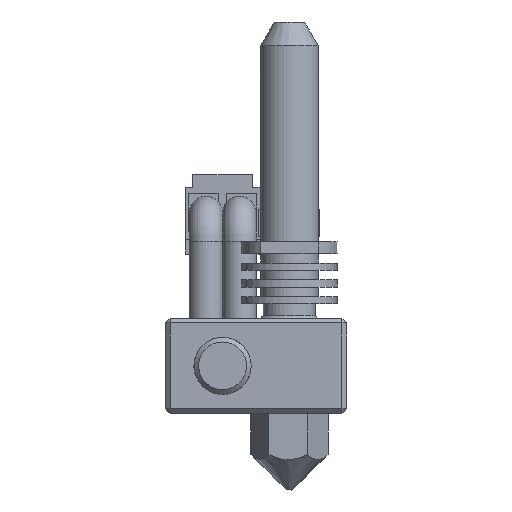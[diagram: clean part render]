
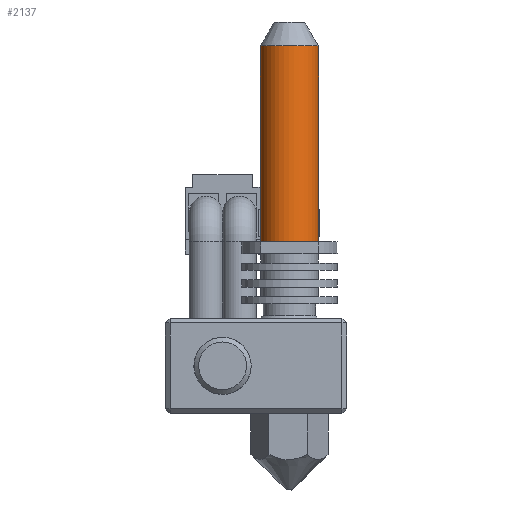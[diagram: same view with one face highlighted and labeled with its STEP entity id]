
A CAD part, front view. The second image highlights one B-rep face of the part: STEP entity #2137.
In plain terms, the highlighted cylindrical face has radius 3.05 mm (diameter 6.1 mm), a full revolution.
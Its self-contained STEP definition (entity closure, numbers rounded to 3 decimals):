
#1656 = PLANE('',#1657);
#1657 = AXIS2_PLACEMENT_3D('',#1658,#1659,#1660);
#1658 = CARTESIAN_POINT('',(0.047,-4.039,26.001));
#1659 = DIRECTION('',(0.,0.,1.));
#1660 = DIRECTION('',(1.,0.,0.));
#1840 = EDGE_CURVE('',#1841,#1841,#1843,.T.);
#1841 = VERTEX_POINT('',#1842);
#1842 = CARTESIAN_POINT('',(0.047,-3.064,26.001));
#1843 = SURFACE_CURVE('',#1844,(#1849,#1856),.PCURVE_S1.);
#1844 = CIRCLE('',#1845,3.05);
#1845 = AXIS2_PLACEMENT_3D('',#1846,#1847,#1848);
#1846 = CARTESIAN_POINT('',(0.047,-0.014,26.001));
#1847 = DIRECTION('',(-0.,0.,1.));
#1848 = DIRECTION('',(0.,-1.,0.));
#1849 = PCURVE('',#1656,#1850);
#1850 = DEFINITIONAL_REPRESENTATION('',(#1851),#1855);
#1851 = CIRCLE('',#1852,3.05);
#1852 = AXIS2_PLACEMENT_2D('',#1853,#1854);
#1853 = CARTESIAN_POINT('',(0.,4.025));
#1854 = DIRECTION('',(0.,-1.));
#1855 = ( GEOMETRIC_REPRESENTATION_CONTEXT(2) 
PARAMETRIC_REPRESENTATION_CONTEXT() REPRESENTATION_CONTEXT('2D SPACE',''
  ) );
#1856 = PCURVE('',#1857,#1862);
#1857 = CYLINDRICAL_SURFACE('',#1858,3.05);
#1858 = AXIS2_PLACEMENT_3D('',#1859,#1860,#1861);
#1859 = CARTESIAN_POINT('',(0.047,-0.014,31.001));
#1860 = DIRECTION('',(0.,0.,1.));
#1861 = DIRECTION('',(0.,-1.,0.));
#1862 = DEFINITIONAL_REPRESENTATION('',(#1863),#1866);
#1863 = B_SPLINE_CURVE_WITH_KNOTS('',1,(#1864,#1865),.UNSPECIFIED.,.F.,
  .F.,(2,2),(0.,6.283),.PIECEWISE_BEZIER_KNOTS.);
#1864 = CARTESIAN_POINT('',(0.,-5.));
#1865 = CARTESIAN_POINT('',(6.283,-5.));
#1866 = ( GEOMETRIC_REPRESENTATION_CONTEXT(2) 
PARAMETRIC_REPRESENTATION_CONTEXT() REPRESENTATION_CONTEXT('2D SPACE',''
  ) );
#1955 = EDGE_CURVE('',#1956,#1956,#1958,.T.);
#1956 = VERTEX_POINT('',#1957);
#1957 = CARTESIAN_POINT('',(0.047,-3.064,46.501));
#1958 = SURFACE_CURVE('',#1959,(#1964,#1998),.PCURVE_S1.);
#1959 = CIRCLE('',#1960,3.05);
#1960 = AXIS2_PLACEMENT_3D('',#1961,#1962,#1963);
#1961 = CARTESIAN_POINT('',(0.047,-0.014,46.501));
#1962 = DIRECTION('',(0.,-0.,1.));
#1963 = DIRECTION('',(0.,1.,0.));
#1964 = PCURVE('',#1965,#1970);
#1965 = CONICAL_SURFACE('',#1966,2.328,0.524);
#1966 = AXIS2_PLACEMENT_3D('',#1967,#1968,#1969);
#1967 = CARTESIAN_POINT('',(0.047,-0.014,47.751));
#1968 = DIRECTION('',(0.,0.,-1.));
#1969 = DIRECTION('',(0.,1.,0.));
#1970 = DEFINITIONAL_REPRESENTATION('',(#1971),#1997);
#1971 = B_SPLINE_CURVE_WITH_KNOTS('',3,(#1972,#1973,#1974,#1975,#1976,
    #1977,#1978,#1979,#1980,#1981,#1982,#1983,#1984,#1985,#1986,#1987,
    #1988,#1989,#1990,#1991,#1992,#1993,#1994,#1995,#1996),
  .UNSPECIFIED.,.F.,.F.,(4,1,1,1,1,1,1,1,1,1,1,1,1,1,1,1,1,1,1,1,1,1,4),
  (3.142,3.427,3.713,3.998,
    4.284,4.57,4.855,5.141,
    5.426,5.712,5.998,6.283,
    6.569,6.854,7.14,7.426,
    7.711,7.997,8.282,8.568,
    8.854,9.139,9.425),.QUASI_UNIFORM_KNOTS.);
#1972 = CARTESIAN_POINT('',(9.425,1.25));
#1973 = CARTESIAN_POINT('',(9.33,1.25));
#1974 = CARTESIAN_POINT('',(9.139,1.25));
#1975 = CARTESIAN_POINT('',(8.854,1.25));
#1976 = CARTESIAN_POINT('',(8.568,1.25));
#1977 = CARTESIAN_POINT('',(8.282,1.25));
#1978 = CARTESIAN_POINT('',(7.997,1.25));
#1979 = CARTESIAN_POINT('',(7.711,1.25));
#1980 = CARTESIAN_POINT('',(7.426,1.25));
#1981 = CARTESIAN_POINT('',(7.14,1.25));
#1982 = CARTESIAN_POINT('',(6.854,1.25));
#1983 = CARTESIAN_POINT('',(6.569,1.25));
#1984 = CARTESIAN_POINT('',(6.283,1.25));
#1985 = CARTESIAN_POINT('',(5.998,1.25));
#1986 = CARTESIAN_POINT('',(5.712,1.25));
#1987 = CARTESIAN_POINT('',(5.426,1.25));
#1988 = CARTESIAN_POINT('',(5.141,1.25));
#1989 = CARTESIAN_POINT('',(4.855,1.25));
#1990 = CARTESIAN_POINT('',(4.57,1.25));
#1991 = CARTESIAN_POINT('',(4.284,1.25));
#1992 = CARTESIAN_POINT('',(3.998,1.25));
#1993 = CARTESIAN_POINT('',(3.713,1.25));
#1994 = CARTESIAN_POINT('',(3.427,1.25));
#1995 = CARTESIAN_POINT('',(3.237,1.25));
#1996 = CARTESIAN_POINT('',(3.142,1.25));
#1997 = ( GEOMETRIC_REPRESENTATION_CONTEXT(2) 
PARAMETRIC_REPRESENTATION_CONTEXT() REPRESENTATION_CONTEXT('2D SPACE',''
  ) );
#1998 = PCURVE('',#1857,#1999);
#1999 = DEFINITIONAL_REPRESENTATION('',(#2000),#2003);
#2000 = B_SPLINE_CURVE_WITH_KNOTS('',1,(#2001,#2002),.UNSPECIFIED.,.F.,
  .F.,(2,2),(3.142,9.425),.PIECEWISE_BEZIER_KNOTS.);
#2001 = CARTESIAN_POINT('',(0.,15.5));
#2002 = CARTESIAN_POINT('',(6.283,15.5));
#2003 = ( GEOMETRIC_REPRESENTATION_CONTEXT(2) 
PARAMETRIC_REPRESENTATION_CONTEXT() REPRESENTATION_CONTEXT('2D SPACE',''
  ) );
#2137 = ADVANCED_FACE('',(#2138),#1857,.T.);
#2138 = FACE_BOUND('',#2139,.T.);
#2139 = EDGE_LOOP('',(#2140,#2141,#2161,#2162));
#2140 = ORIENTED_EDGE('',*,*,#1840,.T.);
#2141 = ORIENTED_EDGE('',*,*,#2142,.T.);
#2142 = EDGE_CURVE('',#1841,#1956,#2143,.T.);
#2143 = SEAM_CURVE('',#2144,(#2147,#2154),.PCURVE_S1.);
#2144 = B_SPLINE_CURVE_WITH_KNOTS('',1,(#2145,#2146),.UNSPECIFIED.,.F.,
  .F.,(2,2),(-5.,15.5),.PIECEWISE_BEZIER_KNOTS.);
#2145 = CARTESIAN_POINT('',(0.047,-3.064,26.001));
#2146 = CARTESIAN_POINT('',(0.047,-3.064,46.501));
#2147 = PCURVE('',#1857,#2148);
#2148 = DEFINITIONAL_REPRESENTATION('',(#2149),#2153);
#2149 = LINE('',#2150,#2151);
#2150 = CARTESIAN_POINT('',(6.283,0.));
#2151 = VECTOR('',#2152,1.);
#2152 = DIRECTION('',(0.,1.));
#2153 = ( GEOMETRIC_REPRESENTATION_CONTEXT(2) 
PARAMETRIC_REPRESENTATION_CONTEXT() REPRESENTATION_CONTEXT('2D SPACE',''
  ) );
#2154 = PCURVE('',#1857,#2155);
#2155 = DEFINITIONAL_REPRESENTATION('',(#2156),#2160);
#2156 = LINE('',#2157,#2158);
#2157 = CARTESIAN_POINT('',(0.,0.));
#2158 = VECTOR('',#2159,1.);
#2159 = DIRECTION('',(0.,1.));
#2160 = ( GEOMETRIC_REPRESENTATION_CONTEXT(2) 
PARAMETRIC_REPRESENTATION_CONTEXT() REPRESENTATION_CONTEXT('2D SPACE',''
  ) );
#2161 = ORIENTED_EDGE('',*,*,#1955,.F.);
#2162 = ORIENTED_EDGE('',*,*,#2142,.F.);
